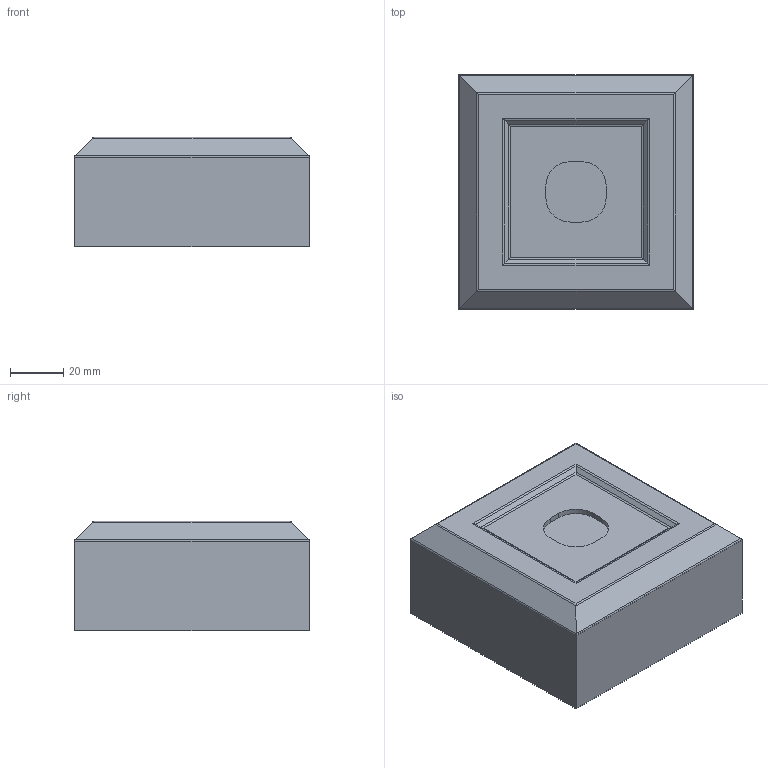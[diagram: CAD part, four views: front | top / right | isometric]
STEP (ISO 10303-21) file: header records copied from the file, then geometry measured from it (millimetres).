
FILE_DESCRIPTION(/* description */ ('Unknown'),/* implementation_level */ '2;1');
FILE_NAME(/* name */ 'SN 8424 SQ',/* time_stamp */ '2018-09-25T12:15:55+02:00',/* author */ ('Unknown'),/* organization */ ('Unknown'),/* preprocessor_version */ 'ST-DEVELOPER v16.7',/* originating_system */ 'DEX',/* authorisation */ $);
FILE_SCHEMA (('AUTOMOTIVE_DESIGN {1 0 10303 214 3 1 1}'));
Length unit declared in the file: millimetre
Products named in the file (1): SN 8424 SQ
Bounding box: 88 x 88 x 41 mm (x, y, z)
Volume: 303033 mm3; surface area: 28671.3 mm2
Topology: 1 solids, 1 shells, 40 faces, 88 edges, 52 vertices
Faces by surface type: plane 20, cylinder 20
Entity records: 1106 total; most frequent: DIRECTION 194, CARTESIAN_POINT 181, ORIENTED_EDGE 176, EDGE_CURVE 88, AXIS2_PLACEMENT_3D 65, LINE 64, VECTOR 64, VERTEX_POINT 52
